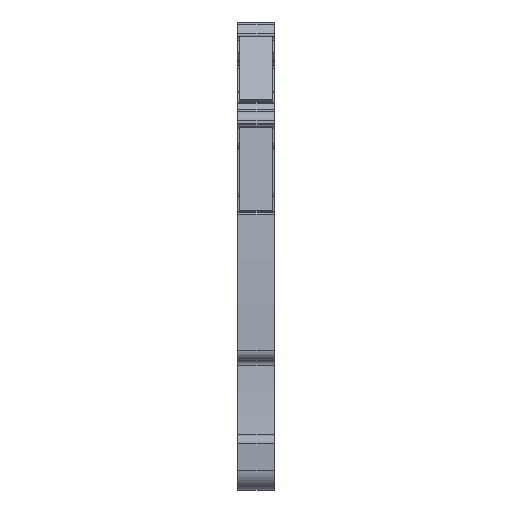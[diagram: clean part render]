
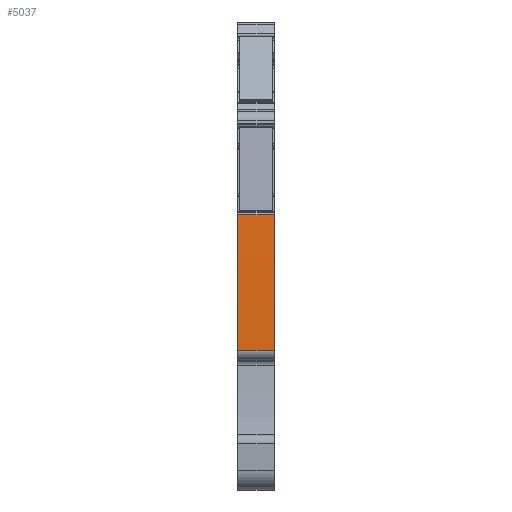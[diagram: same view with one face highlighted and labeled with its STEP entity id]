
A CAD part, front view. The second image highlights one B-rep face of the part: STEP entity #5037.
In plain terms, the highlighted cylindrical face has radius 157.47 mm (diameter 314.94 mm), a partial arc.
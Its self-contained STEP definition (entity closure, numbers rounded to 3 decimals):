
#3895=AXIS2_PLACEMENT_3D('Cylinder Axis2P3D',#3892,#3893,#3894) ;
#4998=AXIS2_PLACEMENT_3D('Circle Axis2P3D',#4996,#4997,$) ;
#5005=AXIS2_PLACEMENT_3D('Circle Axis2P3D',#5003,#5004,$) ;
#5012=AXIS2_PLACEMENT_3D('Circle Axis2P3D',#5010,#5011,$) ;
#5026=AXIS2_PLACEMENT_3D('Circle Axis2P3D',#5024,#5025,$) ;
#3892=CARTESIAN_POINT('Axis2P3D Location',(1.75,158.957,17.05)) ;
#4972=CARTESIAN_POINT('Vertex',(0.,1.766,26.415)) ;
#4975=CARTESIAN_POINT('Line Origine',(-2.25,1.766,26.414)) ;
#4979=CARTESIAN_POINT('Vertex',(3.5,1.766,26.415)) ;
#4996=CARTESIAN_POINT('Axis2P3D Location',(3.5,158.957,17.05)) ;
#5000=CARTESIAN_POINT('Vertex',(3.5,1.528,13.45)) ;
#5003=CARTESIAN_POINT('Axis2P3D Location',(0.,158.957,17.05)) ;
#5007=CARTESIAN_POINT('Vertex',(0.,1.528,13.45)) ;
#5010=CARTESIAN_POINT('Axis2P3D Location',(0.,158.957,17.05)) ;
#5014=CARTESIAN_POINT('Vertex',(0.,1.529,13.427)) ;
#5017=CARTESIAN_POINT('Line Origine',(1.75,1.529,13.427)) ;
#5021=CARTESIAN_POINT('Vertex',(3.5,1.529,13.427)) ;
#5024=CARTESIAN_POINT('Axis2P3D Location',(3.5,158.957,17.05)) ;
#3893=DIRECTION('Axis2P3D Direction',(1.,0.,0.)) ;
#3894=DIRECTION('Axis2P3D XDirection',(0.,-0.993,0.117)) ;
#4976=DIRECTION('Vector Direction',(1.,0.,0.)) ;
#4997=DIRECTION('Axis2P3D Direction',(1.,0.,0.)) ;
#5004=DIRECTION('Axis2P3D Direction',(1.,0.,0.)) ;
#5011=DIRECTION('Axis2P3D Direction',(1.,0.,0.)) ;
#5018=DIRECTION('Vector Direction',(1.,0.,0.)) ;
#5025=DIRECTION('Axis2P3D Direction',(1.,0.,0.)) ;
#4977=VECTOR('Line Direction',#4976,1.) ;
#5019=VECTOR('Line Direction',#5018,1.) ;
#5030=ORIENTED_EDGE('',*,*,#5002,.F.) ;
#5031=ORIENTED_EDGE('',*,*,#4981,.F.) ;
#5032=ORIENTED_EDGE('',*,*,#5009,.T.) ;
#5033=ORIENTED_EDGE('',*,*,#5016,.T.) ;
#5034=ORIENTED_EDGE('',*,*,#5023,.T.) ;
#5035=ORIENTED_EDGE('',*,*,#5028,.F.) ;
#5037=ADVANCED_FACE('MLD',(#5036),#3896,.T.) ;
#4999=CIRCLE('generated circle',#4998,157.47) ;
#5006=CIRCLE('generated circle',#5005,157.47) ;
#5013=CIRCLE('generated circle',#5012,157.47) ;
#5027=CIRCLE('generated circle',#5026,157.47) ;
#3896=CYLINDRICAL_SURFACE('generated cylinder',#3895,157.47) ;
#4981=EDGE_CURVE('',#4973,#4980,#4978,.T.) ;
#5002=EDGE_CURVE('',#4980,#5001,#4999,.T.) ;
#5009=EDGE_CURVE('',#4973,#5008,#5006,.T.) ;
#5016=EDGE_CURVE('',#5008,#5015,#5013,.T.) ;
#5023=EDGE_CURVE('',#5015,#5022,#5020,.T.) ;
#5028=EDGE_CURVE('',#5001,#5022,#5027,.T.) ;
#5029=EDGE_LOOP('',(#5030,#5031,#5032,#5033,#5034,#5035)) ;
#5036=FACE_OUTER_BOUND('',#5029,.T.) ;
#4978=LINE('Line',#4975,#4977) ;
#5020=LINE('Line',#5017,#5019) ;
#4973=VERTEX_POINT('',#4972) ;
#4980=VERTEX_POINT('',#4979) ;
#5001=VERTEX_POINT('',#5000) ;
#5008=VERTEX_POINT('',#5007) ;
#5015=VERTEX_POINT('',#5014) ;
#5022=VERTEX_POINT('',#5021) ;
